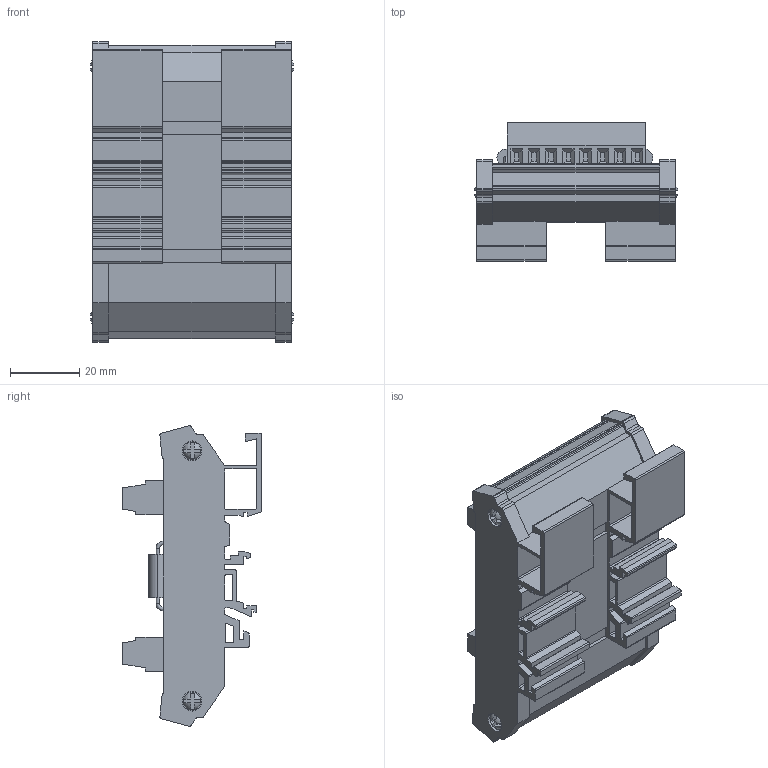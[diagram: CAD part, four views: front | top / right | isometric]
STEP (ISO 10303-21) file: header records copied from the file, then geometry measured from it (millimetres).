
FILE_DESCRIPTION (( 'STEP AP214' ), '1' );
FILE_NAME ('ZL-TSD8-24.step', '2014-11-13T22:38:58', ( '' ), ( '' ), 'SwSTEP 2.0', 'SolidWorks 2014', '' );
FILE_SCHEMA (( 'AUTOMOTIVE_DESIGN' ));
Length unit declared in the file: inch
Products named in the file (1): ZL-TSD8-24
Bounding box: 58.83 x 40.13 x 86.87 mm (x, y, z)
Volume: 90383.9 mm3; surface area: 28510.9 mm2
Topology: 2 solids, 2 shells, 830 faces, 2125 edges, 1350 vertices
Faces by surface type: plane 553, cylinder 237, torus 32, sphere 8
Entity records: 29661 total; most frequent: DIRECTION 4425, CARTESIAN_POINT 4306, ORIENTED_EDGE 4250, EDGE_CURVE 2125, LINE 1487, VECTOR 1487, AXIS2_PLACEMENT_3D 1469, VERTEX_POINT 1350
